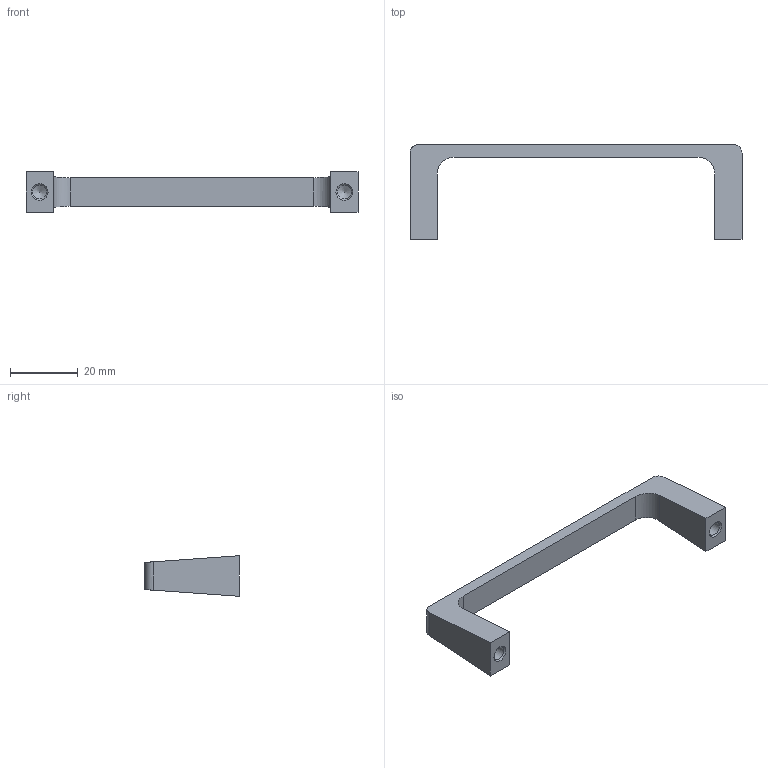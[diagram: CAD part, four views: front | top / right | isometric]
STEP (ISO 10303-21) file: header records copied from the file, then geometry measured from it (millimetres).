
FILE_DESCRIPTION( ( 'STEP AP214' ), '1' );
FILE_NAME( 'K0213.09003.stp', '2020-11-26T12:04:35', ( '' ), ( '' ), ' ', 'PARTsolutions', ' ' );
FILE_SCHEMA( ( 'AUTOMOTIVE_DESIGN { 1 0 10303 214 1 1 1 1 }' ) );
Length unit declared in the file: millimetre
Products named in the file (1): _K0213.09003
Bounding box: 98 x 28 x 12 mm (x, y, z)
Volume: 6723.9 mm3; surface area: 4513.7 mm2
Topology: 1 solids, 1 shells, 20 faces, 50 edges, 32 vertices
Faces by surface type: plane 10, cylinder 6, cone 4
Full cylindrical faces by diameter (mm): 4.134 x2
Entity records: 732 total; most frequent: DIRECTION 98, CARTESIAN_POINT 95, ORIENTED_EDGE 84, EDGE_CURVE 42, AXIS2_PLACEMENT_3D 35, VERTEX_POINT 32, LINE 28, VECTOR 28
